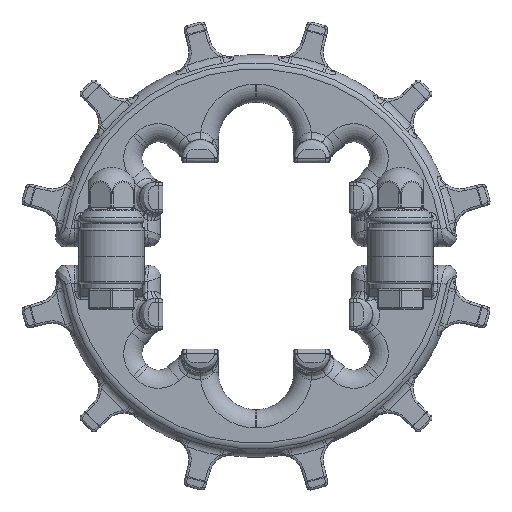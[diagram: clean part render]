
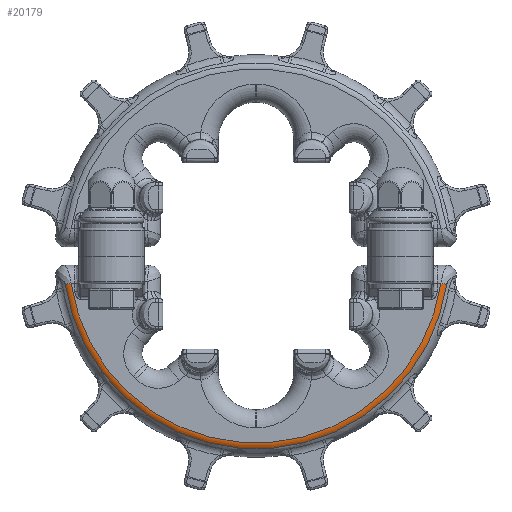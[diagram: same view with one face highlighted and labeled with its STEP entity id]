
A CAD part, front view. The second image highlights one B-rep face of the part: STEP entity #20179.
In plain terms, the highlighted toroidal (fillet/blend) face has major radius 40.141 mm and minor radius 2 mm.
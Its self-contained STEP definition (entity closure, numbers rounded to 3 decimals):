
#1645=CARTESIAN_POINT('',(0.,-4.301,0.));
#1646=DIRECTION('',(0.,1.,0.));
#1647=DIRECTION('',(0.989,0.,-0.147));
#1648=AXIS2_PLACEMENT_3D('',#1645,#1646,#1647);
#2328=CARTESIAN_POINT('',(39.705,-2.75,-5.9));
#2329=DIRECTION('',(-0.147,0.,-0.989));
#2330=DIRECTION('',(0.624,-0.776,-0.093));
#2331=AXIS2_PLACEMENT_3D('',#2328,#2329,#2330);
#2333=CARTESIAN_POINT('',(-39.705,-2.75,-5.9));
#2334=DIRECTION('',(-0.147,0.,0.989));
#2335=DIRECTION('',(-0.624,-0.776,-0.093));
#2336=AXIS2_PLACEMENT_3D('',#2333,#2334,#2335);
#5200=CARTESIAN_POINT('',(0.,-4.75,0.));
#5201=DIRECTION('',(0.,1.,0.));
#5202=DIRECTION('',(0.989,0.,-0.147));
#5203=AXIS2_PLACEMENT_3D('',#5200,#5201,#5202);
#17141=CARTESIAN_POINT('',(40.953,-4.301,
-6.086));
#17142=CARTESIAN_POINT('',(-40.953,-4.301,
-6.086));
#17143=VERTEX_POINT('',#17141);
#17144=VERTEX_POINT('',#17142);
#17145=CARTESIAN_POINT('',(39.705,-4.75,-5.9));
#17146=CARTESIAN_POINT('',(-39.705,-4.75,-5.9));
#17147=VERTEX_POINT('',#17145);
#17148=VERTEX_POINT('',#17146);
#20165=CARTESIAN_POINT('',(0.,-2.75,0.));
#20166=DIRECTION('',(0.,-1.,0.));
#20167=DIRECTION('',(0.989,0.,-0.146));
#20168=AXIS2_PLACEMENT_3D('',#20165,#20166,#20167);
#20169=TOROIDAL_SURFACE('',#20168,40.14,2.);
#20170=ORIENTED_EDGE('',*,*,#20061,.T.);
#20172=ORIENTED_EDGE('',*,*,#20171,.T.);
#20174=ORIENTED_EDGE('',*,*,#20173,.F.);
#20176=ORIENTED_EDGE('',*,*,#20175,.F.);
#20177=EDGE_LOOP('',(#20170,#20172,#20174,#20176));
#20178=FACE_OUTER_BOUND('',#20177,.F.);
#1649=CIRCLE('',#1648,41.403);
#2332=CIRCLE('',#2331,2.);
#2337=CIRCLE('',#2336,2.);
#5204=CIRCLE('',#5203,40.14);
#20061=EDGE_CURVE('',#17143,#17144,#1649,.T.);
#20171=EDGE_CURVE('',#17144,#17148,#2337,.T.);
#20173=EDGE_CURVE('',#17147,#17148,#5204,.T.);
#20175=EDGE_CURVE('',#17143,#17147,#2332,.T.);
#20179=ADVANCED_FACE('',(#20178),#20169,.T.);
